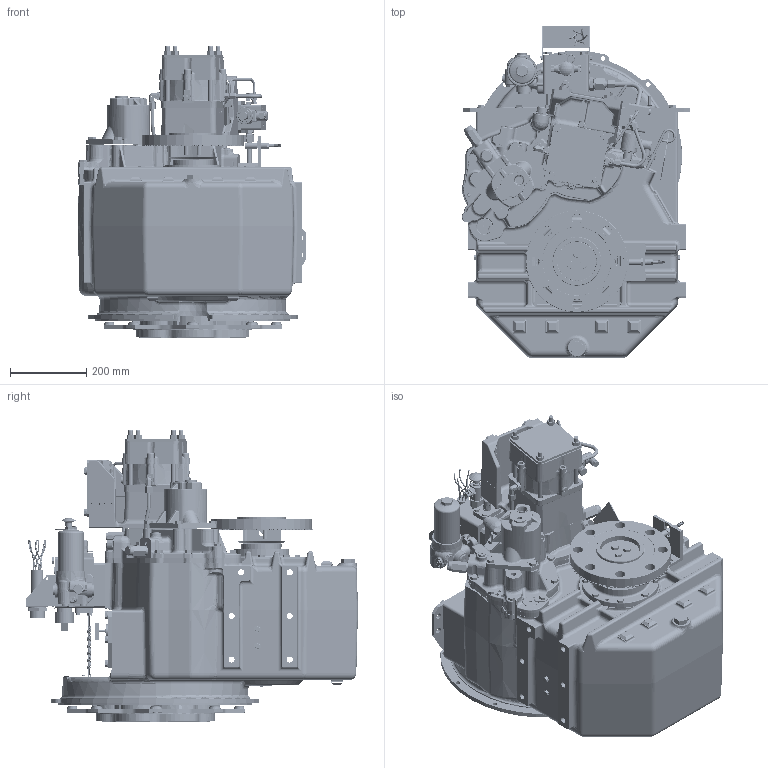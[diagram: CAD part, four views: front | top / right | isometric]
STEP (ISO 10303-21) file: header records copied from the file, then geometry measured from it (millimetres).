
FILE_DESCRIPTION (( 'STEP AP214' ), '1' );
FILE_NAME ('PX13298A.STEP', '2015-08-19T07:39:06', ( '' ), ( '' ), 'SwSTEP 2.0', 'SolidWorks 2010', '' );
FILE_SCHEMA (( 'AUTOMOTIVE_DESIGN' ));
Length unit declared in the file: millimetre
Products named in the file (1): PX13298A
Bounding box: 599.57 x 870.7 x 764.66 mm (x, y, z)
Surface area: 4152693.4 mm2 (no closed solid volume)
Topology: 0 solids, 576 shells, 5717 faces, 22141 edges, 16447 vertices
Faces by surface type: plane 1899, cylinder 1797, bspline 823, cone 617, torus 460, sphere 121
Entity records: 781562 total; most frequent: CARTESIAN_POINT 544066, DIRECTION 34968, ORIENTED_EDGE 32909, EDGE_CURVE 22055, VERTEX_POINT 16438, AXIS2_PLACEMENT_3D 13056, VECTOR 8856, LINE 8856
